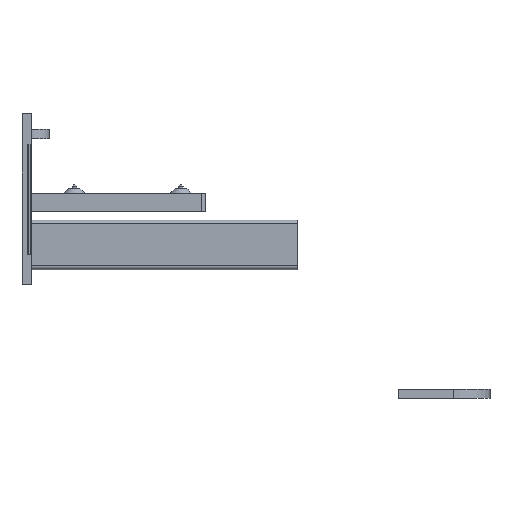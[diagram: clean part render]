
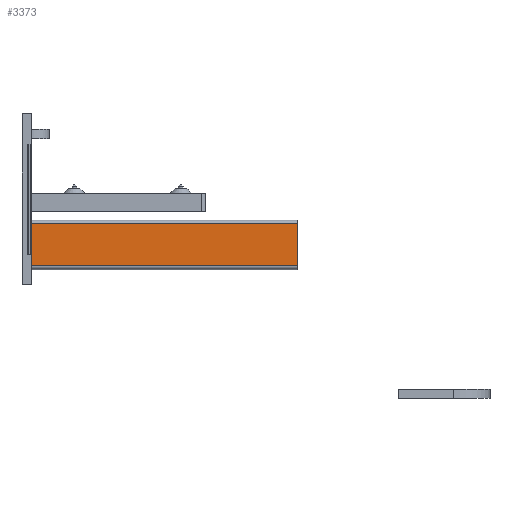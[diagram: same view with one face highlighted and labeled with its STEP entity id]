
A CAD part, left-side view. The second image highlights one B-rep face of the part: STEP entity #3373.
In plain terms, the highlighted planar face has unit normal (-1, 0, 0).
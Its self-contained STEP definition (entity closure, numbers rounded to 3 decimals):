
#134=PLANE('',#3629);
#291=FACE_OUTER_BOUND('',#476,.T.);
#476=EDGE_LOOP('',(#2796,#2797,#2798,#2799));
#752=LINE('',#5169,#1147);
#849=LINE('',#5462,#1244);
#850=LINE('',#5465,#1245);
#854=LINE('',#5475,#1249);
#1147=VECTOR('',#4064,10.);
#1244=VECTOR('',#4313,10.);
#1245=VECTOR('',#4316,10.);
#1249=VECTOR('',#4326,10.);
#1619=VERTEX_POINT('',#5166);
#1620=VERTEX_POINT('',#5168);
#1699=VERTEX_POINT('',#5458);
#1701=VERTEX_POINT('',#5464);
#1985=EDGE_CURVE('',#1619,#1620,#752,.T.);
#2118=EDGE_CURVE('',#1620,#1699,#849,.T.);
#2119=EDGE_CURVE('',#1699,#1701,#850,.T.);
#2125=EDGE_CURVE('',#1701,#1619,#854,.T.);
#2796=ORIENTED_EDGE('',*,*,#2118,.F.);
#2797=ORIENTED_EDGE('',*,*,#1985,.F.);
#2798=ORIENTED_EDGE('',*,*,#2125,.F.);
#2799=ORIENTED_EDGE('',*,*,#2119,.F.);
#3373=ADVANCED_FACE('',(#291),#134,.T.);
#3629=AXIS2_PLACEMENT_3D('',#5474,#4324,#4325);
#4064=DIRECTION('',(0.,0.,1.));
#4313=DIRECTION('',(0.,-1.,0.));
#4316=DIRECTION('',(0.,0.,-1.));
#4324=DIRECTION('center_axis',(-1.,0.,0.));
#4325=DIRECTION('ref_axis',(0.,0.,-1.));
#4326=DIRECTION('',(0.,1.,0.));
#5166=CARTESIAN_POINT('',(-45.036,220.,-24.942));
#5168=CARTESIAN_POINT('',(-45.036,220.,-1.942));
#5169=CARTESIAN_POINT('',(-45.036,220.,5.029));
#5458=CARTESIAN_POINT('',(-45.036,75.,-1.942));
#5462=CARTESIAN_POINT('',(-45.036,220.,-1.942));
#5464=CARTESIAN_POINT('',(-45.036,75.,-24.942));
#5465=CARTESIAN_POINT('',(-45.036,75.,-26.942));
#5474=CARTESIAN_POINT('Origin',(-45.036,220.,0.058));
#5475=CARTESIAN_POINT('',(-45.036,220.,-24.942));
